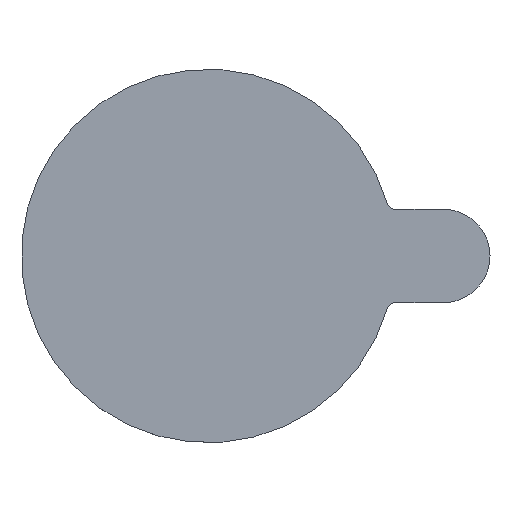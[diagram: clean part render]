
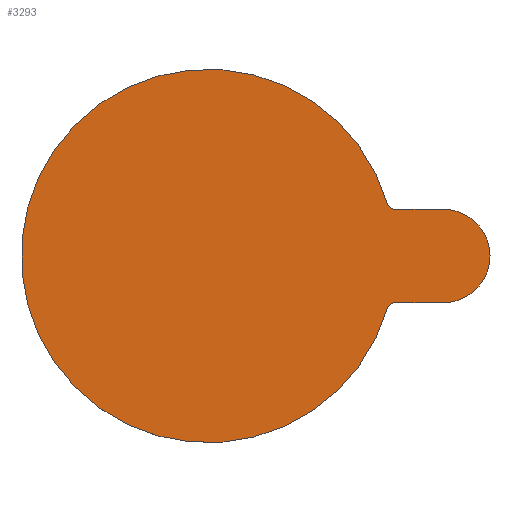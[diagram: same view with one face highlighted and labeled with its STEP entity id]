
A CAD part, top view. The second image highlights one B-rep face of the part: STEP entity #3293.
In plain terms, the highlighted planar face has unit normal (0, 0, 1).
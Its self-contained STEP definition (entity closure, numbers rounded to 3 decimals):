
#269 = VECTOR ( 'NONE', #4424, 1000. ) ;
#512 = VERTEX_POINT ( 'NONE', #15520 ) ;
#647 = CARTESIAN_POINT ( 'NONE',  ( 61.544, 49.676, 0.34 ) ) ;
#656 = CARTESIAN_POINT ( 'NONE',  ( 65.143, 53.036, 0.34 ) ) ;
#1051 = EDGE_CURVE ( 'NONE', #8157, #12567, #14706, .T. ) ;
#1097 = VERTEX_POINT ( 'NONE', #13536 ) ;
#1162 = VECTOR ( 'NONE', #14955, 1000. ) ;
#1384 = CARTESIAN_POINT ( 'NONE',  ( 61.544, 56.396, 0.34 ) ) ;
#1465 = CIRCLE ( 'NONE', #5434, 12. ) ;
#1616 = ORIENTED_EDGE ( 'NONE', *, *, #10459, .F. ) ;
#1683 = VERTEX_POINT ( 'NONE', #1697 ) ;
#1697 = CARTESIAN_POINT ( 'NONE',  ( 68.143, 53.036, 0.34 ) ) ;
#1774 = CIRCLE ( 'NONE', #11127, 0.5 ) ;
#2075 = AXIS2_PLACEMENT_3D ( 'NONE', #656, #8398, #7147 ) ;
#2750 = CIRCLE ( 'NONE', #8073, 3. ) ;
#3293 = ADVANCED_FACE ( 'NONE', ( #14297 ), #7925, .F. ) ;
#3319 = CIRCLE ( 'NONE', #11015, 0.5 ) ;
#3351 = CARTESIAN_POINT ( 'NONE',  ( 65.143, 56.036, 0.34 ) ) ;
#4388 = ORIENTED_EDGE ( 'NONE', *, *, #6888, .F. ) ;
#4424 = DIRECTION ( 'NONE',  ( 1., 0., 0. ) ) ;
#4510 = DIRECTION ( 'NONE',  ( 0., 0., -1. ) ) ;
#5226 = EDGE_CURVE ( 'NONE', #11175, #5989, #1465, .T. ) ;
#5434 = AXIS2_PLACEMENT_3D ( 'NONE', #8443, #6777, #5602 ) ;
#5571 = CARTESIAN_POINT ( 'NONE',  ( 65.143, 53.036, 0.34 ) ) ;
#5580 = CARTESIAN_POINT ( 'NONE',  ( 62.024, 56.036, 0.34 ) ) ;
#5602 = DIRECTION ( 'NONE',  ( -1., 0., 0. ) ) ;
#5810 = DIRECTION ( 'NONE',  ( 0., 0., 1. ) ) ;
#5989 = VERTEX_POINT ( 'NONE', #1384 ) ;
#6777 = DIRECTION ( 'NONE',  ( 0., 0., -1. ) ) ;
#6888 = EDGE_CURVE ( 'NONE', #1097, #11175, #1774, .T. ) ;
#6920 = CARTESIAN_POINT ( 'NONE',  ( 62.024, 49.536, 0.34 ) ) ;
#7147 = DIRECTION ( 'NONE',  ( -1., 0., 0. ) ) ;
#7149 = CARTESIAN_POINT ( 'NONE',  ( 62.024, 56.536, 0.34 ) ) ;
#7453 = ORIENTED_EDGE ( 'NONE', *, *, #14116, .T. ) ;
#7649 = CARTESIAN_POINT ( 'NONE',  ( 65.143, 50.036, 0.34 ) ) ;
#7839 = CARTESIAN_POINT ( 'NONE',  ( 62.024, 56.036, 0.34 ) ) ;
#7925 = PLANE ( 'NONE',  #9471 ) ;
#8073 = AXIS2_PLACEMENT_3D ( 'NONE', #5571, #14434, #11920 ) ;
#8092 = ORIENTED_EDGE ( 'NONE', *, *, #15331, .T. ) ;
#8157 = VERTEX_POINT ( 'NONE', #7839 ) ;
#8226 = ORIENTED_EDGE ( 'NONE', *, *, #10409, .F. ) ;
#8398 = DIRECTION ( 'NONE',  ( 0., 0., 1. ) ) ;
#8443 = CARTESIAN_POINT ( 'NONE',  ( 50.024, 53.036, 0.34 ) ) ;
#9471 = AXIS2_PLACEMENT_3D ( 'NONE', #6920, #4510, #15967 ) ;
#9738 = DIRECTION ( 'NONE',  ( -1., 0., 0. ) ) ;
#9823 = LINE ( 'NONE', #7649, #1162 ) ;
#10182 = CARTESIAN_POINT ( 'NONE',  ( 62.024, 49.536, 0.34 ) ) ;
#10409 = EDGE_CURVE ( 'NONE', #5989, #8157, #3319, .T. ) ;
#10459 = EDGE_CURVE ( 'NONE', #512, #1097, #9823, .T. ) ;
#10893 = DIRECTION ( 'NONE',  ( -1., 0., 0. ) ) ;
#11015 = AXIS2_PLACEMENT_3D ( 'NONE', #7149, #5810, #9738 ) ;
#11127 = AXIS2_PLACEMENT_3D ( 'NONE', #10182, #12706, #10893 ) ;
#11175 = VERTEX_POINT ( 'NONE', #647 ) ;
#11920 = DIRECTION ( 'NONE',  ( -1., 0., 0. ) ) ;
#11948 = CIRCLE ( 'NONE', #2075, 3. ) ;
#12472 = ORIENTED_EDGE ( 'NONE', *, *, #5226, .F. ) ;
#12567 = VERTEX_POINT ( 'NONE', #3351 ) ;
#12706 = DIRECTION ( 'NONE',  ( 0., 0., 1. ) ) ;
#12993 = EDGE_LOOP ( 'NONE', ( #4388, #1616, #8092, #7453, #15461, #8226, #12472 ) ) ;
#13536 = CARTESIAN_POINT ( 'NONE',  ( 62.024, 50.036, 0.34 ) ) ;
#14116 = EDGE_CURVE ( 'NONE', #1683, #12567, #11948, .T. ) ;
#14297 = FACE_OUTER_BOUND ( 'NONE', #12993, .T. ) ;
#14434 = DIRECTION ( 'NONE',  ( 0., 0., 1. ) ) ;
#14706 = LINE ( 'NONE', #5580, #269 ) ;
#14955 = DIRECTION ( 'NONE',  ( -1., 0., 0. ) ) ;
#15331 = EDGE_CURVE ( 'NONE', #512, #1683, #2750, .T. ) ;
#15461 = ORIENTED_EDGE ( 'NONE', *, *, #1051, .F. ) ;
#15520 = CARTESIAN_POINT ( 'NONE',  ( 65.143, 50.036, 0.34 ) ) ;
#15967 = DIRECTION ( 'NONE',  ( -1., 0., 0. ) ) ;
